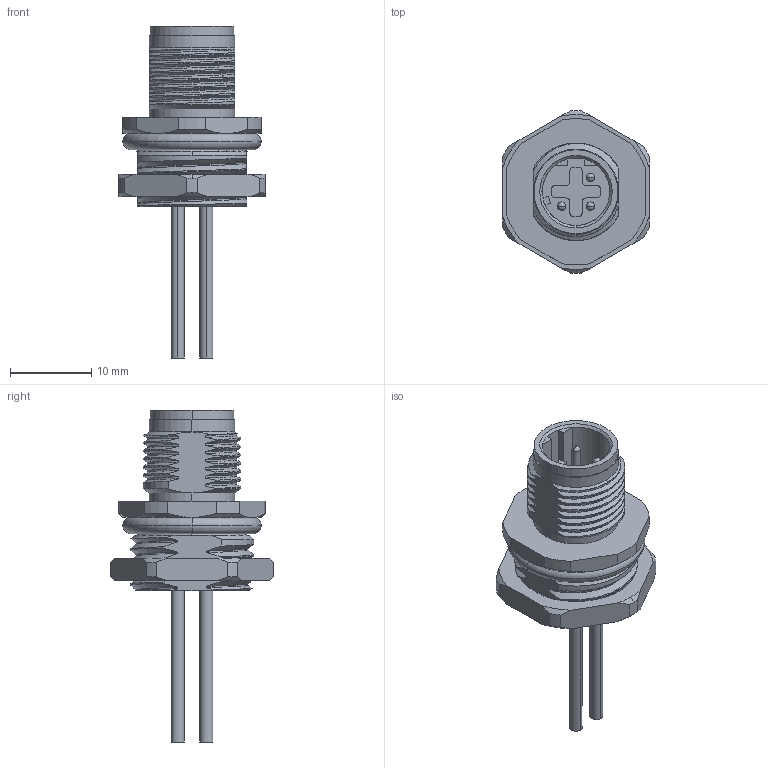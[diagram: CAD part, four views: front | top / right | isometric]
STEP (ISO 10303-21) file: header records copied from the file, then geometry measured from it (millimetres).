
FILE_DESCRIPTION (( 'STEP AP214' ), '1' );
FILE_NAME ('FCR1M12-SD03PSP0002-00.STEP', '2024-08-17T09:22:32', ( '' ), ( '' ), 'SwSTEP 2.0', 'SolidWorks 2021', '' );
FILE_SCHEMA (( 'AUTOMOTIVE_DESIGN' ));
Length unit declared in the file: millimetre
Products named in the file (1): FCR1M12-SD03PSP0002-00
Bounding box: 18 x 20 x 40.8 mm (x, y, z)
Volume: 3024.6 mm3; surface area: 3704 mm2
Topology: 2 solids, 5 shells, 327 faces, 873 edges, 552 vertices
Faces by surface type: cylinder 104, bspline 76, cone 69, plane 62, torus 10, sphere 6
Entity records: 25245 total; most frequent: CARTESIAN_POINT 17794, ORIENTED_EDGE 1722, DIRECTION 1283, EDGE_CURVE 861, VERTEX_POINT 546, AXIS2_PLACEMENT_3D 510, EDGE_LOOP 347, B_SPLINE_CURVE_WITH_KNOTS 340
